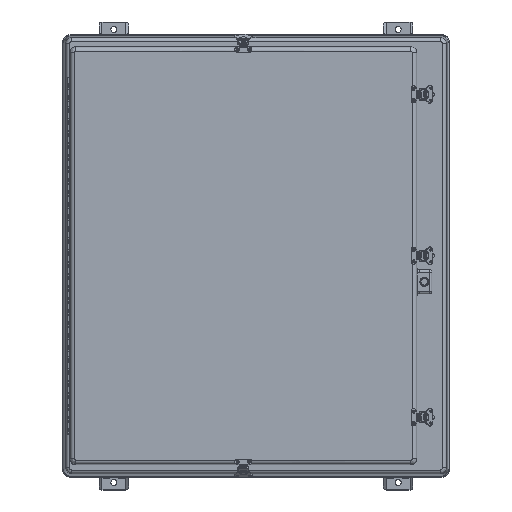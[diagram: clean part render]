
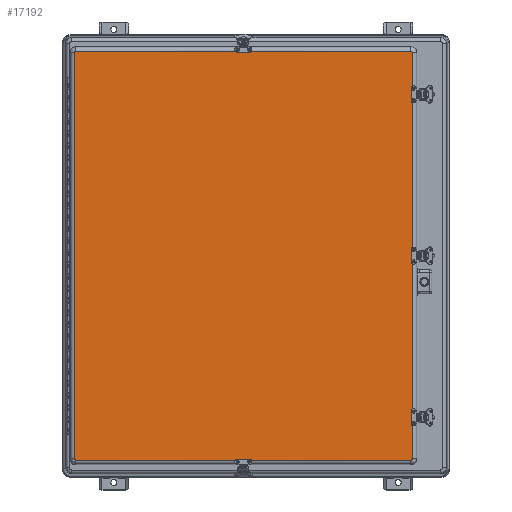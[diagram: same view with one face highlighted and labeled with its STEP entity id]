
A CAD part, top view. The second image highlights one B-rep face of the part: STEP entity #17192.
In plain terms, the highlighted planar face has unit normal (0, 0, 1).
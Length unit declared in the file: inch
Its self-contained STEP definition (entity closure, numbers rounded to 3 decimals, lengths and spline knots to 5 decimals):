
#692=PLANE($,#18591);
#1438=LINE($,#31413,#2778);
#1440=LINE($,#31418,#2780);
#1441=LINE($,#31451,#2781);
#1444=LINE($,#31458,#2784);
#2778=VECTOR($,#21789,28.15625);
#2780=VECTOR($,#21795,34.125);
#2781=VECTOR($,#21812,34.125);
#2784=VECTOR($,#21819,28.15625);
#4574=FACE_OUTER_BOUND($,#5706,.T.);
#5706=EDGE_LOOP($,(#13469,#13470,#13471,#13472,#13473,#13474,#13475,#13476));
#6890=CIRCLE($,#18568,0.10404);
#6896=CIRCLE($,#18576,0.10404);
#6900=CIRCLE($,#18580,0.10404);
#6904=CIRCLE($,#18586,0.10404);
#8073=VERTEX_POINT($,#31403);
#8074=VERTEX_POINT($,#31405);
#8076=VERTEX_POINT($,#31411);
#8077=VERTEX_POINT($,#31416);
#8079=VERTEX_POINT($,#31429);
#8080=VERTEX_POINT($,#31442);
#8083=VERTEX_POINT($,#31449);
#8084=VERTEX_POINT($,#31454);
#10044=EDGE_CURVE($,#8073,#8074,#6890,.T.);
#10048=EDGE_CURVE($,#8076,#8073,#1438,.T.);
#10051=EDGE_CURVE($,#8074,#8077,#1440,.T.);
#10053=EDGE_CURVE($,#8079,#8076,#6896,.T.);
#10057=EDGE_CURVE($,#8077,#8080,#6900,.T.);
#10059=EDGE_CURVE($,#8083,#8079,#1441,.T.);
#10063=EDGE_CURVE($,#8080,#8084,#1444,.T.);
#10065=EDGE_CURVE($,#8084,#8083,#6904,.T.);
#13469=ORIENTED_EDGE($,*,*,#10044,.F.);
#13470=ORIENTED_EDGE($,*,*,#10048,.F.);
#13471=ORIENTED_EDGE($,*,*,#10053,.F.);
#13472=ORIENTED_EDGE($,*,*,#10059,.F.);
#13473=ORIENTED_EDGE($,*,*,#10065,.F.);
#13474=ORIENTED_EDGE($,*,*,#10063,.F.);
#13475=ORIENTED_EDGE($,*,*,#10057,.F.);
#13476=ORIENTED_EDGE($,*,*,#10051,.F.);
#17192=ADVANCED_FACE($,(#4574),#692,.T.);
#18568=AXIS2_PLACEMENT_3D($,#31406,#21779,#21780);
#18576=AXIS2_PLACEMENT_3D($,#31431,#21798,#21799);
#18580=AXIS2_PLACEMENT_3D($,#31446,#21806,#21807);
#18586=AXIS2_PLACEMENT_3D($,#31469,#21822,#21823);
#18591=AXIS2_PLACEMENT_3D($,#31478,#21836,#21837);
#21779=DIRECTION('center_axis',(0.,0.,-1.));
#21780=DIRECTION('ref_axis',(0.707,0.707,0.));
#21789=DIRECTION($,(1.,0.,0.));
#21795=DIRECTION($,(0.,-1.,0.));
#21798=DIRECTION('center_axis',(0.,0.,-1.));
#21799=DIRECTION('ref_axis',(-0.707,0.707,0.));
#21806=DIRECTION('center_axis',(0.,0.,-1.));
#21807=DIRECTION('ref_axis',(0.707,-0.707,0.));
#21812=DIRECTION($,(0.,1.,0.));
#21819=DIRECTION($,(-1.,0.,0.));
#21822=DIRECTION('center_axis',(0.,0.,-1.));
#21823=DIRECTION('ref_axis',(-0.707,-0.707,0.));
#21836=DIRECTION('center_axis',(0.,0.,1.));
#21837=DIRECTION('ref_axis',(1.,0.,0.));
#31403=CARTESIAN_POINT('',(14.07813,17.16654,0.96875));
#31405=CARTESIAN_POINT('',(14.18216,17.0625,0.96875));
#31406=CARTESIAN_POINT('Origin',(14.07813,17.0625,0.96875));
#31411=CARTESIAN_POINT('',(-14.07813,17.16654,0.96875));
#31413=CARTESIAN_POINT($,(-14.07813,17.16654,0.96875));
#31416=CARTESIAN_POINT('',(14.18216,-17.0625,0.96875));
#31418=CARTESIAN_POINT($,(14.18216,17.0625,0.96875));
#31429=CARTESIAN_POINT('',(-14.18216,17.0625,0.96875));
#31431=CARTESIAN_POINT('Origin',(-14.07813,17.0625,0.96875));
#31442=CARTESIAN_POINT('',(14.07813,-17.16654,0.96875));
#31446=CARTESIAN_POINT('Origin',(14.07813,-17.0625,0.96875));
#31449=CARTESIAN_POINT('',(-14.18216,-17.0625,0.96875));
#31451=CARTESIAN_POINT($,(-14.18216,-17.0625,0.96875));
#31454=CARTESIAN_POINT('',(-14.07813,-17.16654,0.96875));
#31458=CARTESIAN_POINT($,(14.07813,-17.16654,0.96875));
#31469=CARTESIAN_POINT('Origin',(-14.07813,-17.0625,0.96875));
#31478=CARTESIAN_POINT('Origin',(0.,0.,0.96875));
